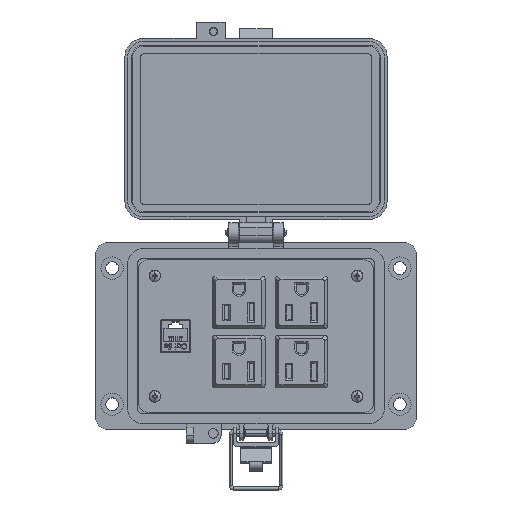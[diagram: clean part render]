
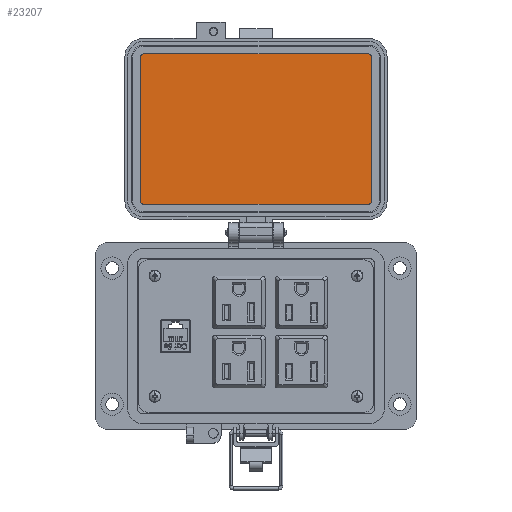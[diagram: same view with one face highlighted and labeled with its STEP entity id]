
A CAD part, top view. The second image highlights one B-rep face of the part: STEP entity #23207.
In plain terms, the highlighted planar face has unit normal (0, 0, 1).
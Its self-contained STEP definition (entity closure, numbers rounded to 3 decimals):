
#978 = DIRECTION ( 'NONE',  ( 0., -1., 0. ) ) ;
#1429 = CARTESIAN_POINT ( 'NONE',  ( -57.72, 67.765, 8.694 ) ) ;
#2817 = PLANE ( 'NONE',  #32018 ) ;
#3054 = ORIENTED_EDGE ( 'NONE', *, *, #3629, .F. ) ;
#3629 = EDGE_CURVE ( 'NONE', #10865, #31315, #31371, .T. ) ;
#3827 = VERTEX_POINT ( 'NONE', #21676 ) ;
#3949 = CARTESIAN_POINT ( 'NONE',  ( -57.72, 143.334, 8.694 ) ) ;
#4228 = VECTOR ( 'NONE', #15214, 1000. ) ;
#7214 = CARTESIAN_POINT ( 'NONE',  ( 59.502, 69.55, 8.694 ) ) ;
#7651 = EDGE_CURVE ( 'NONE', #36363, #3827, #9380, .T. ) ;
#8069 = VERTEX_POINT ( 'NONE', #32071 ) ;
#8089 = CARTESIAN_POINT ( 'NONE',  ( 57.717, 145.119, 8.694 ) ) ;
#8326 = EDGE_CURVE ( 'NONE', #8069, #48011, #19577, .T. ) ;
#8757 = CARTESIAN_POINT ( 'NONE',  ( -57.72, 145.119, 8.694 ) ) ;
#9380 = CIRCLE ( 'NONE', #20429, 1.785 ) ;
#10865 = VERTEX_POINT ( 'NONE', #28261 ) ;
#11080 = DIRECTION ( 'NONE',  ( 0., 0., 1. ) ) ;
#11310 = CARTESIAN_POINT ( 'NONE',  ( -57.72, 69.55, 8.694 ) ) ;
#15182 = EDGE_CURVE ( 'NONE', #43469, #36363, #40254, .T. ) ;
#15214 = DIRECTION ( 'NONE',  ( 0., -1., 0. ) ) ;
#16696 = LINE ( 'NONE', #32957, #49767 ) ;
#17233 = DIRECTION ( 'NONE',  ( 0., 0., -1. ) ) ;
#17436 = DIRECTION ( 'NONE',  ( 0., 1., 0. ) ) ;
#19298 = DIRECTION ( 'NONE',  ( 0., 0., -1. ) ) ;
#19397 = DIRECTION ( 'NONE',  ( 0., 0., -1. ) ) ;
#19573 = EDGE_CURVE ( 'NONE', #30678, #43469, #48166, .T. ) ;
#19577 = CIRCLE ( 'NONE', #26421, 1.785 ) ;
#20429 = AXIS2_PLACEMENT_3D ( 'NONE', #31337, #39618, #47599 ) ;
#21676 = CARTESIAN_POINT ( 'NONE',  ( 57.717, 67.765, 8.694 ) ) ;
#22953 = EDGE_CURVE ( 'NONE', #3827, #10865, #37941, .T. ) ;
#23207 = ADVANCED_FACE ( 'NONE', ( #43605 ), #2817, .T. ) ;
#26421 = AXIS2_PLACEMENT_3D ( 'NONE', #3949, #19397, #32741 ) ;
#26425 = CARTESIAN_POINT ( 'NONE',  ( 59.502, 69.55, 8.694 ) ) ;
#26882 = EDGE_LOOP ( 'NONE', ( #38526, #47324, #3054, #31613, #42253, #27705, #27415, #50314 ) ) ;
#27340 = DIRECTION ( 'NONE',  ( 0., -1., 0. ) ) ;
#27415 = ORIENTED_EDGE ( 'NONE', *, *, #19573, .F. ) ;
#27705 = ORIENTED_EDGE ( 'NONE', *, *, #15182, .F. ) ;
#28005 = CARTESIAN_POINT ( 'NONE',  ( 59.502, 143.334, 8.694 ) ) ;
#28261 = CARTESIAN_POINT ( 'NONE',  ( -57.72, 67.765, 8.694 ) ) ;
#28879 = DIRECTION ( 'NONE',  ( -1., 0., 0. ) ) ;
#28954 = DIRECTION ( 'NONE',  ( 1., 0., 0. ) ) ;
#30678 = VERTEX_POINT ( 'NONE', #8089 ) ;
#31315 = VERTEX_POINT ( 'NONE', #33609 ) ;
#31337 = CARTESIAN_POINT ( 'NONE',  ( 57.717, 69.55, 8.694 ) ) ;
#31371 = CIRCLE ( 'NONE', #45004, 1.785 ) ;
#31613 = ORIENTED_EDGE ( 'NONE', *, *, #22953, .F. ) ;
#32018 = AXIS2_PLACEMENT_3D ( 'NONE', #48120, #11080, #27340 ) ;
#32071 = CARTESIAN_POINT ( 'NONE',  ( -59.505, 143.334, 8.694 ) ) ;
#32741 = DIRECTION ( 'NONE',  ( 0., -1., 0. ) ) ;
#32957 = CARTESIAN_POINT ( 'NONE',  ( 57.717, 145.119, 8.694 ) ) ;
#33609 = CARTESIAN_POINT ( 'NONE',  ( -59.505, 69.55, 8.694 ) ) ;
#35551 = DIRECTION ( 'NONE',  ( 0., -1., 0. ) ) ;
#36363 = VERTEX_POINT ( 'NONE', #26425 ) ;
#37099 = AXIS2_PLACEMENT_3D ( 'NONE', #37756, #17233, #978 ) ;
#37756 = CARTESIAN_POINT ( 'NONE',  ( 57.717, 143.334, 8.694 ) ) ;
#37941 = LINE ( 'NONE', #1429, #38016 ) ;
#38016 = VECTOR ( 'NONE', #28879, 1000. ) ;
#38526 = ORIENTED_EDGE ( 'NONE', *, *, #8326, .F. ) ;
#39618 = DIRECTION ( 'NONE',  ( 0., 0., -1. ) ) ;
#40254 = LINE ( 'NONE', #7214, #4228 ) ;
#40843 = EDGE_CURVE ( 'NONE', #48011, #30678, #16696, .T. ) ;
#42253 = ORIENTED_EDGE ( 'NONE', *, *, #7651, .F. ) ;
#43469 = VERTEX_POINT ( 'NONE', #28005 ) ;
#43605 = FACE_OUTER_BOUND ( 'NONE', #26882, .T. ) ;
#44965 = CARTESIAN_POINT ( 'NONE',  ( -59.505, 143.334, 8.694 ) ) ;
#45004 = AXIS2_PLACEMENT_3D ( 'NONE', #11310, #19298, #35551 ) ;
#46956 = VECTOR ( 'NONE', #17436, 1000. ) ;
#47324 = ORIENTED_EDGE ( 'NONE', *, *, #51572, .F. ) ;
#47599 = DIRECTION ( 'NONE',  ( 0., -1., 0. ) ) ;
#48011 = VERTEX_POINT ( 'NONE', #8757 ) ;
#48120 = CARTESIAN_POINT ( 'NONE',  ( -30.745, 145.119, 8.694 ) ) ;
#48166 = CIRCLE ( 'NONE', #37099, 1.785 ) ;
#49767 = VECTOR ( 'NONE', #28954, 1000. ) ;
#50314 = ORIENTED_EDGE ( 'NONE', *, *, #40843, .F. ) ;
#50465 = LINE ( 'NONE', #44965, #46956 ) ;
#51572 = EDGE_CURVE ( 'NONE', #31315, #8069, #50465, .T. ) ;
